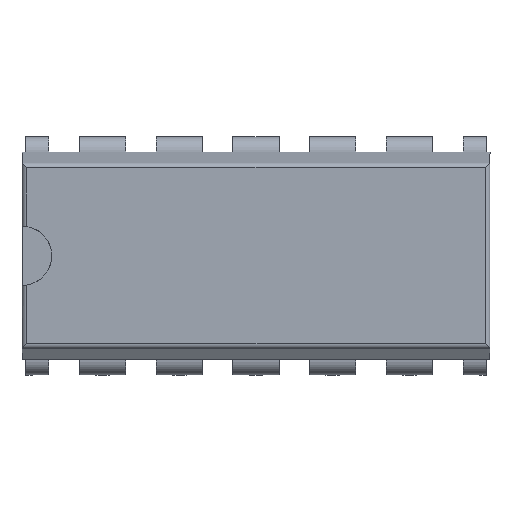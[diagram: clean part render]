
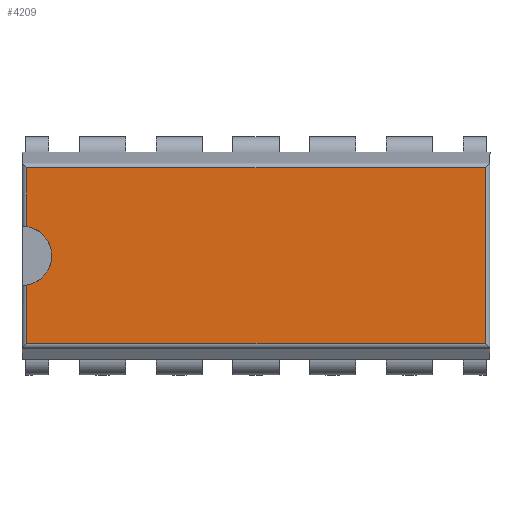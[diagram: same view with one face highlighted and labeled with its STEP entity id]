
A CAD part, top view. The second image highlights one B-rep face of the part: STEP entity #4209.
In plain terms, the highlighted planar face has unit normal (0, 0, 1).
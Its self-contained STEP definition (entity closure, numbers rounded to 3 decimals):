
#237=PLANE('',#4532);
#452=FACE_OUTER_BOUND('',#667,.T.);
#667=EDGE_LOOP('',(#3948,#3949,#3950,#3951,#3952,#3953));
#1174=LINE('',#6817,#1695);
#1175=LINE('',#6823,#1696);
#1177=LINE('',#6829,#1698);
#1179=LINE('',#6839,#1700);
#1181=LINE('',#6845,#1702);
#1695=VECTOR('',#5580,10.);
#1696=VECTOR('',#5587,10.);
#1698=VECTOR('',#5593,10.);
#1700=VECTOR('',#5603,10.);
#1702=VECTOR('',#5609,10.);
#1768=CIRCLE('',#4528,0.984);
#2152=VERTEX_POINT('',#6805);
#2153=VERTEX_POINT('',#6816);
#2155=VERTEX_POINT('',#6822);
#2157=VERTEX_POINT('',#6828);
#2161=VERTEX_POINT('',#6838);
#2163=VERTEX_POINT('',#6844);
#2737=EDGE_CURVE('',#2152,#2153,#1174,.T.);
#2740=EDGE_CURVE('',#2153,#2155,#1175,.T.);
#2743=EDGE_CURVE('',#2155,#2157,#1177,.T.);
#2748=EDGE_CURVE('',#2157,#2161,#1179,.T.);
#2751=EDGE_CURVE('',#2161,#2163,#1181,.T.);
#2762=EDGE_CURVE('',#2152,#2163,#1768,.T.);
#3948=ORIENTED_EDGE('',*,*,#2737,.F.);
#3949=ORIENTED_EDGE('',*,*,#2762,.T.);
#3950=ORIENTED_EDGE('',*,*,#2751,.F.);
#3951=ORIENTED_EDGE('',*,*,#2748,.F.);
#3952=ORIENTED_EDGE('',*,*,#2743,.F.);
#3953=ORIENTED_EDGE('',*,*,#2740,.F.);
#4209=ADVANCED_FACE('',(#452),#237,.T.);
#4528=AXIS2_PLACEMENT_3D('',#6872,#5629,#5630);
#4532=AXIS2_PLACEMENT_3D('',#6877,#5638,#5639);
#5580=DIRECTION('',(0.,1.,0.));
#5587=DIRECTION('',(1.,0.,0.));
#5593=DIRECTION('',(0.,-1.,0.));
#5603=DIRECTION('',(-1.,0.,0.));
#5609=DIRECTION('',(0.,1.,0.));
#5629=DIRECTION('center_axis',(0.,0.,-1.));
#5630=DIRECTION('ref_axis',(-1.,0.,0.));
#5638=DIRECTION('center_axis',(0.,0.,1.));
#5639=DIRECTION('ref_axis',(1.,0.,0.));
#6805=CARTESIAN_POINT('',(-7.59,0.972,3.883));
#6816=CARTESIAN_POINT('',(-7.59,2.916,3.883));
#6817=CARTESIAN_POINT('',(-7.59,1.715,3.883));
#6822=CARTESIAN_POINT('',(7.59,2.916,3.883));
#6823=CARTESIAN_POINT('',(-3.874,2.916,3.883));
#6828=CARTESIAN_POINT('',(7.59,-2.916,3.883));
#6829=CARTESIAN_POINT('',(7.59,-1.715,3.883));
#6838=CARTESIAN_POINT('',(-7.59,-2.916,3.883));
#6839=CARTESIAN_POINT('',(-3.874,-2.916,3.883));
#6844=CARTESIAN_POINT('',(-7.59,-0.972,3.883));
#6845=CARTESIAN_POINT('',(-7.59,1.715,3.883));
#6872=CARTESIAN_POINT('Origin',(-7.747,0.,
3.883));
#6877=CARTESIAN_POINT('Origin',(0.,0.,
3.883));
